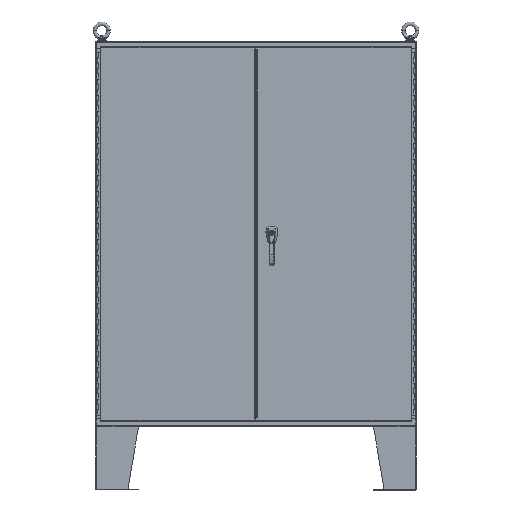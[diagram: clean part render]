
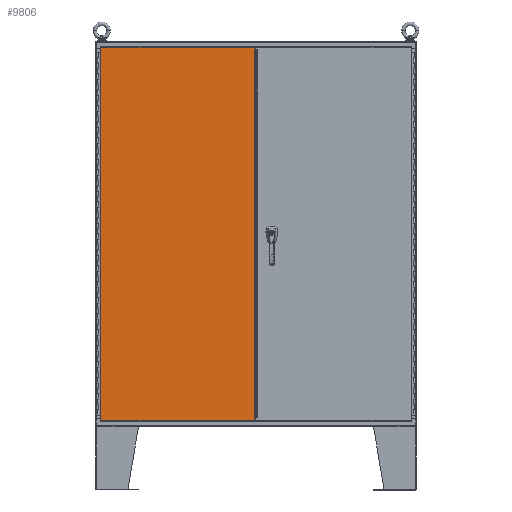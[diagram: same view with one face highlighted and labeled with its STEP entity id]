
A CAD part, front view. The second image highlights one B-rep face of the part: STEP entity #9806.
In plain terms, the highlighted planar face has unit normal (0, -1, 0).
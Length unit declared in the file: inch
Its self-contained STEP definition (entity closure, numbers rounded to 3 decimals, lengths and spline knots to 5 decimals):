
#5569 = VECTOR ( 'NONE', #39479, 39.37008 ) ;
#6636 = EDGE_CURVE ( 'NONE', #54844, #85942, #55284, .T. ) ;
#9422 = VERTEX_POINT ( 'NONE', #14278 ) ;
#9806 = ADVANCED_FACE ( 'NONE', ( #87527 ), #23218, .F. ) ;
#10219 = VECTOR ( 'NONE', #90307, 39.37008 ) ;
#11210 = LINE ( 'NONE', #85654, #27091 ) ;
#14278 = CARTESIAN_POINT ( 'NONE',  ( -0.26825, -11.723, -34.608 ) ) ;
#14461 = ORIENTED_EDGE ( 'NONE', *, *, #103426, .F. ) ;
#15414 = CARTESIAN_POINT ( 'NONE',  ( -0.26825, -11.723, 34.982 ) ) ;
#17625 = CARTESIAN_POINT ( 'NONE',  ( -0.26825, -11.723, 34.982 ) ) ;
#20821 = DIRECTION ( 'NONE',  ( 0., 0., 1. ) ) ;
#22325 = LINE ( 'NONE', #73226, #5569 ) ;
#23218 = PLANE ( 'NONE',  #71171 ) ;
#24452 = EDGE_CURVE ( 'NONE', #96401, #39844, #89244, .T. ) ;
#25142 = DIRECTION ( 'NONE',  ( 0., 0., -1. ) ) ;
#27091 = VECTOR ( 'NONE', #20821, 39.37008 ) ;
#30481 = EDGE_CURVE ( 'NONE', #85942, #96401, #11210, .T. ) ;
#33345 = CARTESIAN_POINT ( 'NONE',  ( -29.10725, -11.723, 34.982 ) ) ;
#33497 = VECTOR ( 'NONE', #83487, 39.37008 ) ;
#39479 = DIRECTION ( 'NONE',  ( 0., 0., -1. ) ) ;
#39844 = VERTEX_POINT ( 'NONE', #15414 ) ;
#48001 = VERTEX_POINT ( 'NONE', #56147 ) ;
#50817 = CARTESIAN_POINT ( 'NONE',  ( -0.26825, -11.723, -34.982 ) ) ;
#51051 = EDGE_LOOP ( 'NONE', ( #66320, #72824, #14461, #72272, #61106, #91202 ) ) ;
#54844 = VERTEX_POINT ( 'NONE', #105862 ) ;
#54864 = DIRECTION ( 'NONE',  ( 0., 0., 1. ) ) ;
#55174 = VECTOR ( 'NONE', #87938, 39.37008 ) ;
#55284 = LINE ( 'NONE', #79399, #55174 ) ;
#56147 = CARTESIAN_POINT ( 'NONE',  ( -0.26825, -11.723, 34.608 ) ) ;
#57290 = LINE ( 'NONE', #17625, #80846 ) ;
#57656 = CARTESIAN_POINT ( 'NONE',  ( -29.10725, -11.723, 34.982 ) ) ;
#58703 = EDGE_CURVE ( 'NONE', #48001, #9422, #57290, .T. ) ;
#61106 = ORIENTED_EDGE ( 'NONE', *, *, #30481, .F. ) ;
#63971 = DIRECTION ( 'NONE',  ( 0., 1., 0. ) ) ;
#66320 = ORIENTED_EDGE ( 'NONE', *, *, #74805, .F. ) ;
#68947 = CARTESIAN_POINT ( 'NONE',  ( -29.10725, -11.723, -34.982 ) ) ;
#71171 = AXIS2_PLACEMENT_3D ( 'NONE', #95052, #63971, #54864 ) ;
#72272 = ORIENTED_EDGE ( 'NONE', *, *, #24452, .F. ) ;
#72824 = ORIENTED_EDGE ( 'NONE', *, *, #58703, .F. ) ;
#73226 = CARTESIAN_POINT ( 'NONE',  ( -0.26825, -11.723, -34.982 ) ) ;
#74805 = EDGE_CURVE ( 'NONE', #9422, #54844, #22325, .T. ) ;
#79399 = CARTESIAN_POINT ( 'NONE',  ( -0.26825, -11.723, -34.982 ) ) ;
#80846 = VECTOR ( 'NONE', #25142, 39.37008 ) ;
#83487 = DIRECTION ( 'NONE',  ( 0., 0., -1. ) ) ;
#85654 = CARTESIAN_POINT ( 'NONE',  ( -29.10725, -11.723, 34.982 ) ) ;
#85942 = VERTEX_POINT ( 'NONE', #68947 ) ;
#87527 = FACE_OUTER_BOUND ( 'NONE', #51051, .T. ) ;
#87938 = DIRECTION ( 'NONE',  ( -1., 0., 0. ) ) ;
#89244 = LINE ( 'NONE', #57656, #10219 ) ;
#90307 = DIRECTION ( 'NONE',  ( 1., 0., 0. ) ) ;
#91202 = ORIENTED_EDGE ( 'NONE', *, *, #6636, .F. ) ;
#95052 = CARTESIAN_POINT ( 'NONE',  ( -29.10725, -11.723, 34.982 ) ) ;
#95341 = LINE ( 'NONE', #50817, #33497 ) ;
#96401 = VERTEX_POINT ( 'NONE', #33345 ) ;
#103426 = EDGE_CURVE ( 'NONE', #39844, #48001, #95341, .T. ) ;
#105862 = CARTESIAN_POINT ( 'NONE',  ( -0.26825, -11.723, -34.982 ) ) ;
